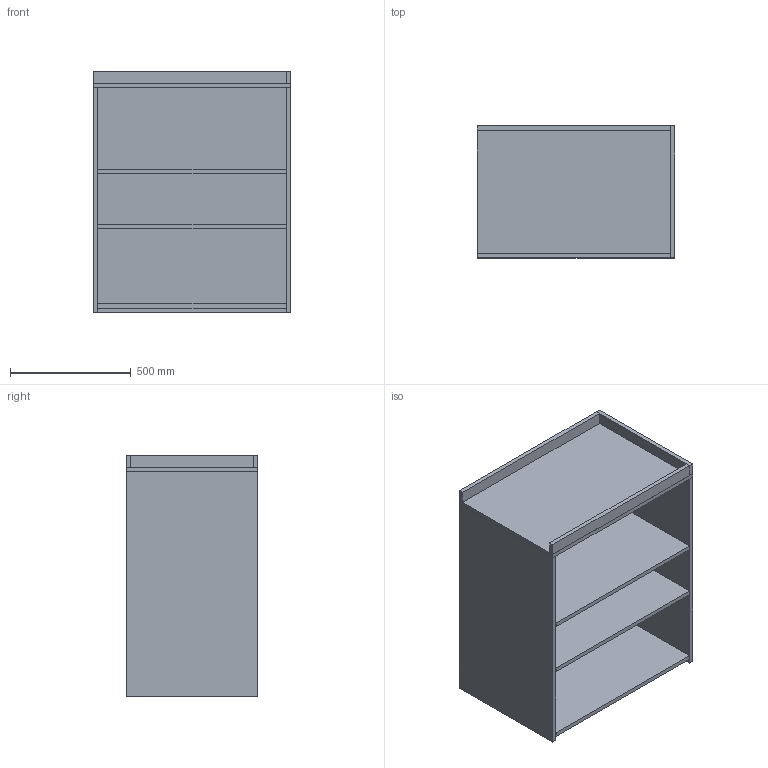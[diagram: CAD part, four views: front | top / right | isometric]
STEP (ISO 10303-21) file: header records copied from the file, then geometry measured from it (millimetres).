
FILE_DESCRIPTION(/* description */ ('STEP AP214'),/* implementation_level */ '2;1');
FILE_NAME(/* name */ '608401202d1d291101b45093',/* time_stamp */ '2021-04-24T11:29:37+00:00',/* author */ (''),/* organization */ (''),/* preprocessor_version */ 'ST-DEVELOPER v18.1',/* originating_system */ ' ',/* authorisation */ ' ');
FILE_SCHEMA (('AUTOMOTIVE_DESIGN {1 0 10303 214 3 1 1}'));
Length unit declared in the file: metre
Products named in the file (7): Assembly 1; Base plate; Side plate; Shelve; Back plate; Top front plate; Top side plate
Assembly tree (10 placements, depth 2):
  Assembly 1
    Base plate
    Side plate  x2
    Shelve  x3
    Back plate
    Top front plate  x2
    Top side plate
Bounding box: 818 x 546 x 1000 mm (x, y, z)
Volume: 63648288 mm3; surface area: 7513176 mm2
Topology: 10 solids, 10 shells, 60 faces, 120 edges, 80 vertices
Faces by surface type: plane 60
Entity records: 1132 total; most frequent: CARTESIAN_POINT 167, DIRECTION 166, ORIENTED_EDGE 144, EDGE_CURVE 72, LINE 72, VECTOR 72, VERTEX_POINT 48, AXIS2_PLACEMENT_3D 47
